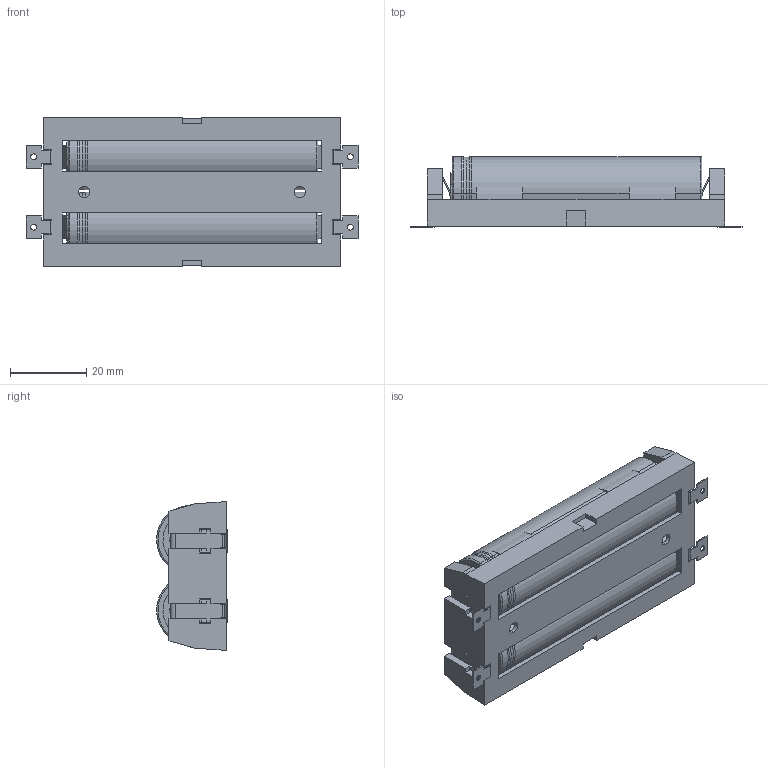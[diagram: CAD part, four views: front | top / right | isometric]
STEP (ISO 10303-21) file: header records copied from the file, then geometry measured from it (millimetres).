
FILE_DESCRIPTION (( 'STEP AP214' ), '1' );
FILE_NAME ('18650x2 holder.STEP', '2023-12-09T11:50:24', ( '砐錪賧瘔蠈錪 Windows' ), ( '' ), 'SwSTEP 2.0', 'SolidWorks 2022', '' );
FILE_SCHEMA (( 'AUTOMOTIVE_DESIGN' ));
Length unit declared in the file: millimetre
Products named in the file (5): Assem1; 18650 Li Ion Battery; Battery-Holder_Metal-Lead; Battery Holder; 18650x2 holder
Assembly tree (8 placements, depth 3):
  18650x2 holder
    Assem1
      Battery Holder
      Battery-Holder_Metal-Lead  x4
    18650 Li Ion Battery  x2
Bounding box: 87 x 18.54 x 39 mm (x, y, z)
Volume: 42970.7 mm3; surface area: 19483.1 mm2
Topology: 7 solids, 7 shells, 508 faces, 1404 edges, 912 vertices
Faces by surface type: plane 362, cylinder 108, torus 30, bspline 8
Entity records: 10372 total; most frequent: CARTESIAN_POINT 1789, ORIENTED_EDGE 1660, DIRECTION 1585, EDGE_CURVE 830, LINE 673, VECTOR 673, VERTEX_POINT 536, AXIS2_PLACEMENT_3D 456
